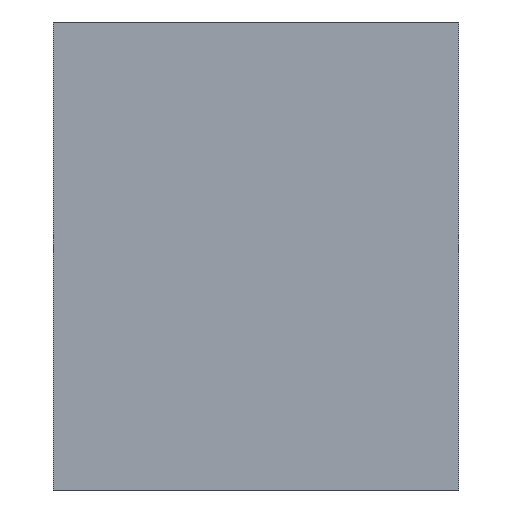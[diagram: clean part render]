
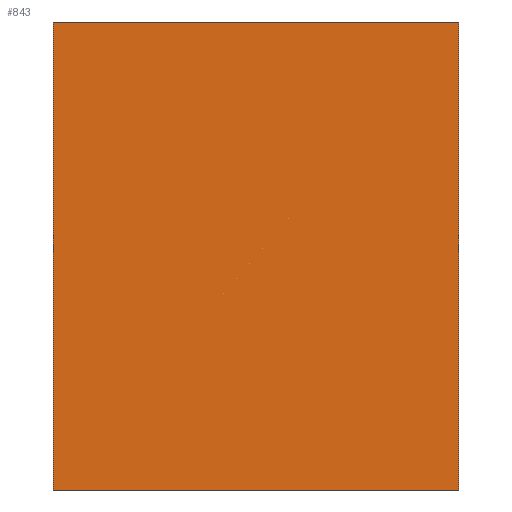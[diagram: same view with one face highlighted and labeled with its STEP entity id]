
A CAD part, left-side view. The second image highlights one B-rep face of the part: STEP entity #843.
In plain terms, the highlighted planar face has unit normal (-1, 0, 0).
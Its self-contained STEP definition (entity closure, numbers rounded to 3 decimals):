
#37 = CARTESIAN_POINT ( 'NONE',  ( -0.3, 0., 0.15 ) ) ;
#45 = CARTESIAN_POINT ( 'NONE',  ( -0.3, 0., 0.15 ) ) ;
#167 = VERTEX_POINT ( 'NONE', #1083 ) ;
#229 = VECTOR ( 'NONE', #597, 1000. ) ;
#245 = DIRECTION ( 'NONE',  ( 0., -1., 0. ) ) ;
#252 = CARTESIAN_POINT ( 'NONE',  ( -0.3, 0.26, -0.15 ) ) ;
#261 = CARTESIAN_POINT ( 'NONE',  ( -0.3, 0.26, 0.15 ) ) ;
#265 = DIRECTION ( 'NONE',  ( 0., -1., 0. ) ) ;
#311 = EDGE_CURVE ( 'NONE', #551, #1381, #1202, .T. ) ;
#320 = VECTOR ( 'NONE', #1337, 1000. ) ;
#334 = VERTEX_POINT ( 'NONE', #252 ) ;
#456 = DIRECTION ( 'NONE',  ( 0., 0., -1. ) ) ;
#484 = LINE ( 'NONE', #613, #229 ) ;
#500 = LINE ( 'NONE', #1363, #687 ) ;
#530 = VECTOR ( 'NONE', #245, 1000. ) ;
#551 = VERTEX_POINT ( 'NONE', #261 ) ;
#597 = DIRECTION ( 'NONE',  ( 0., 0., -1. ) ) ;
#613 = CARTESIAN_POINT ( 'NONE',  ( -0.3, 0., 0.15 ) ) ;
#644 = ORIENTED_EDGE ( 'NONE', *, *, #1286, .T. ) ;
#657 = EDGE_CURVE ( 'NONE', #551, #334, #1108, .T. ) ;
#679 = DIRECTION ( 'NONE',  ( 1., 0., 0. ) ) ;
#687 = VECTOR ( 'NONE', #265, 1000. ) ;
#843 = ADVANCED_FACE ( 'NONE', ( #1005 ), #1113, .F. ) ;
#897 = CARTESIAN_POINT ( 'NONE',  ( -0.3, 0.26, 0.15 ) ) ;
#1005 = FACE_OUTER_BOUND ( 'NONE', #1350, .T. ) ;
#1075 = ORIENTED_EDGE ( 'NONE', *, *, #1375, .F. ) ;
#1079 = ORIENTED_EDGE ( 'NONE', *, *, #657, .T. ) ;
#1083 = CARTESIAN_POINT ( 'NONE',  ( -0.3, 0., -0.15 ) ) ;
#1108 = LINE ( 'NONE', #897, #320 ) ;
#1113 = PLANE ( 'NONE',  #1250 ) ;
#1202 = LINE ( 'NONE', #37, #530 ) ;
#1250 = AXIS2_PLACEMENT_3D ( 'NONE', #45, #679, #456 ) ;
#1258 = ORIENTED_EDGE ( 'NONE', *, *, #311, .F. ) ;
#1286 = EDGE_CURVE ( 'NONE', #334, #167, #500, .T. ) ;
#1287 = CARTESIAN_POINT ( 'NONE',  ( -0.3, 0., 0.15 ) ) ;
#1337 = DIRECTION ( 'NONE',  ( 0., 0., -1. ) ) ;
#1350 = EDGE_LOOP ( 'NONE', ( #644, #1075, #1258, #1079 ) ) ;
#1363 = CARTESIAN_POINT ( 'NONE',  ( -0.3, 0., -0.15 ) ) ;
#1375 = EDGE_CURVE ( 'NONE', #1381, #167, #484, .T. ) ;
#1381 = VERTEX_POINT ( 'NONE', #1287 ) ;
